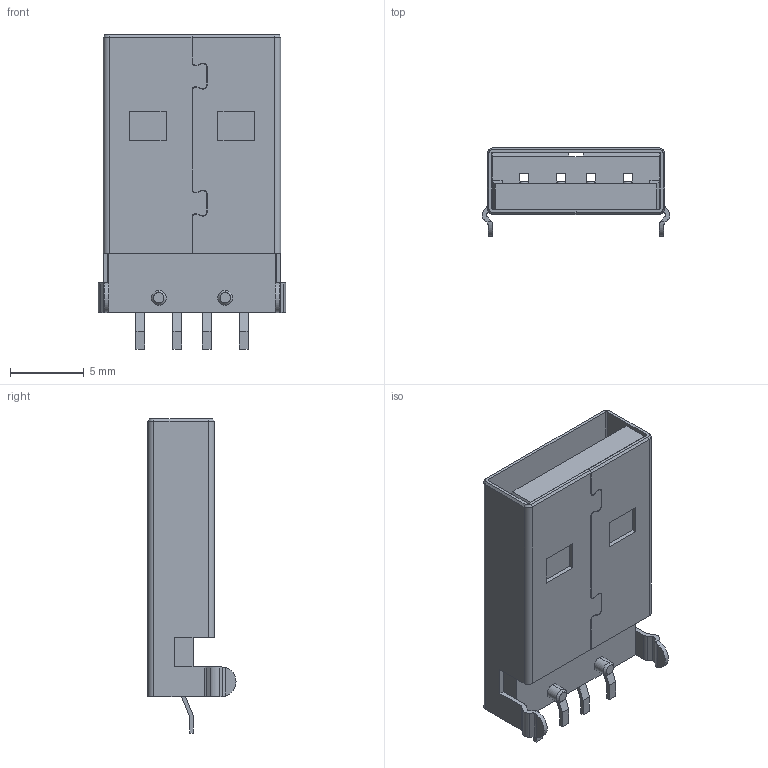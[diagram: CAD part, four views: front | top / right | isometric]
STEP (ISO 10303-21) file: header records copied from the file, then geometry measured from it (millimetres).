
FILE_DESCRIPTION((''),'2;1');
FILE_NAME('480372000','2016-02-29T',('me'),(''),'PRO/ENGINEER BY PARAMETRIC TECHNOLOGY CORPORATION, 2012310','PRO/ENGINEER BY PARAMETRIC TECHNOLOGY CORPORATION, 2012310','');
FILE_SCHEMA(('CONFIG_CONTROL_DESIGN'));
Length unit declared in the file: millimetre
Products named in the file (1): 480372000
Bounding box: 12.7 x 5.97 x 21.28 mm (x, y, z)
Volume: 699.9 mm3; surface area: 1855.6 mm2
Topology: 1 solids, 1 shells, 284 faces, 847 edges, 566 vertices
Faces by surface type: plane 206, cylinder 62, bspline 8, cone 8
Entity records: 9698 total; most frequent: CARTESIAN_POINT 1930, ORIENTED_EDGE 1634, DIRECTION 1533, EDGE_CURVE 817, VECTOR 683, LINE 683, VERTEX_POINT 534, AXIS2_PLACEMENT_3D 425
